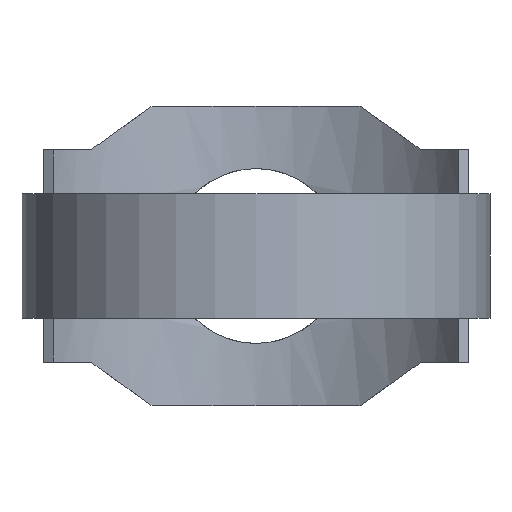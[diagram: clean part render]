
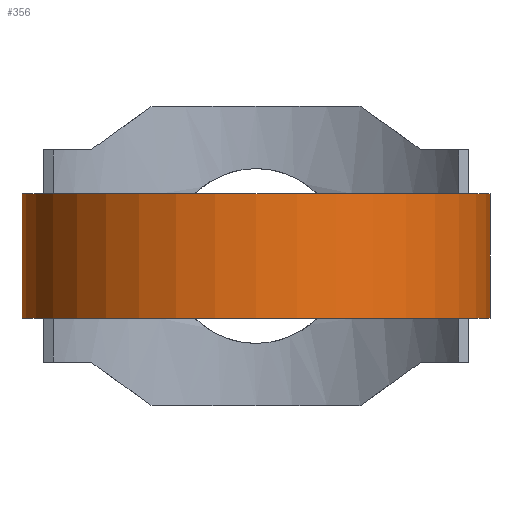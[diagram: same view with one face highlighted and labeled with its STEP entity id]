
A CAD part, front view. The second image highlights one B-rep face of the part: STEP entity #356.
In plain terms, the highlighted cylindrical face has radius 112.5 mm (diameter 225 mm), a partial arc.
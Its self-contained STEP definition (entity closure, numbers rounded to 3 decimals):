
#218 = EDGE_CURVE( '', #474, #266, #585, .T. );
#266 = VERTEX_POINT( '', #638 );
#356 = ADVANCED_FACE( '', ( #734 ), #735, .T. );
#364 = VERTEX_POINT( '', #743 );
#446 = VERTEX_POINT( '', #833 );
#448 = EDGE_CURVE( '', #446, #364, #835, .T. );
#470 = EDGE_CURVE( '', #446, #474, #859, .T. );
#474 = VERTEX_POINT( '', #863 );
#528 = EDGE_CURVE( '', #266, #364, #926, .T. );
#585 = CIRCLE( '', #1015, 112.5 );
#638 = CARTESIAN_POINT( '', ( 112.5, 0., 30. ) );
#734 = FACE_OUTER_BOUND( '', #1380, .T. );
#735 = CYLINDRICAL_SURFACE( '', #1381, 112.5 );
#743 = CARTESIAN_POINT( '', ( 112.5, 0., -30. ) );
#833 = CARTESIAN_POINT( '', ( -112.5, 0., -30. ) );
#835 = CIRCLE( '', #1512, 112.5 );
#859 = LINE( '', #1580, #1581 );
#863 = CARTESIAN_POINT( '', ( -112.5, 0., 30. ) );
#926 = LINE( '', #1736, #1737 );
#1015 = AXIS2_PLACEMENT_3D( '', #1831, #1832, #1833 );
#1380 = EDGE_LOOP( '', ( #1996, #1997, #1998, #1999 ) );
#1381 = AXIS2_PLACEMENT_3D( '', #2000, #2001, #2002 );
#1512 = AXIS2_PLACEMENT_3D( '', #2118, #2119, #2120 );
#1580 = CARTESIAN_POINT( '', ( -112.5, 0., 30. ) );
#1581 = VECTOR( '', #2149, 1. );
#1736 = CARTESIAN_POINT( '', ( 112.5, 0., 30. ) );
#1737 = VECTOR( '', #2256, 1. );
#1831 = CARTESIAN_POINT( '', ( 0., 0., 30. ) );
#1832 = DIRECTION( '', ( 0., 0., 1. ) );
#1833 = DIRECTION( '', ( 1., 0., 0. ) );
#1996 = ORIENTED_EDGE( '', *, *, #528, .F. );
#1997 = ORIENTED_EDGE( '', *, *, #218, .F. );
#1998 = ORIENTED_EDGE( '', *, *, #470, .F. );
#1999 = ORIENTED_EDGE( '', *, *, #448, .T. );
#2000 = CARTESIAN_POINT( '', ( 0., 0., 30. ) );
#2001 = DIRECTION( '', ( 0., 0., 1. ) );
#2002 = DIRECTION( '', ( 1., 0., 0. ) );
#2118 = CARTESIAN_POINT( '', ( 0., 0., -30. ) );
#2119 = DIRECTION( '', ( 0., 0., 1. ) );
#2120 = DIRECTION( '', ( 1., 0., 0. ) );
#2149 = DIRECTION( '', ( 0., 0., 1. ) );
#2256 = DIRECTION( '', ( 0., 0., -1. ) );
